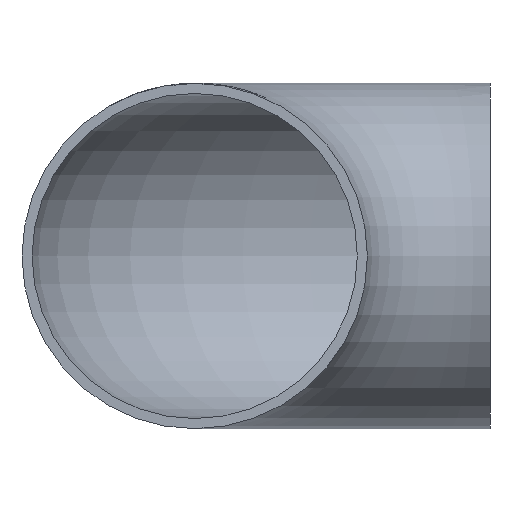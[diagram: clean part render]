
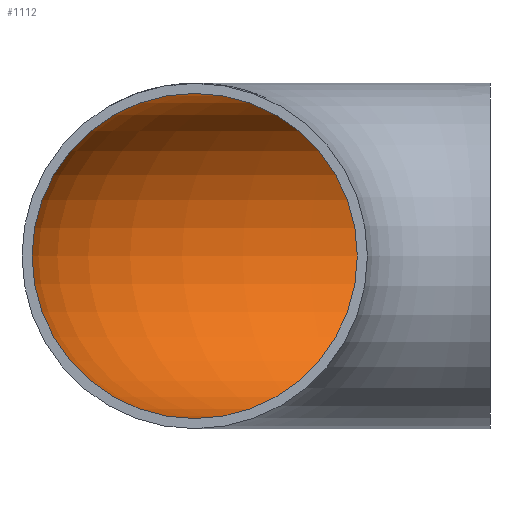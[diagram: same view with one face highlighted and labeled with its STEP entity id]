
A CAD part, front view. The second image highlights one B-rep face of the part: STEP entity #1112.
In plain terms, the highlighted toroidal (fillet/blend) face has major radius 76 mm and minor radius 41.85 mm.
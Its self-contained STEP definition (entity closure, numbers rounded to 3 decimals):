
#468 = VERTEX_POINT ( 'NONE', #9251 ) ;
#1112 = ADVANCED_FACE ( 'NONE', ( #9106, #15914 ), #17376, .F. ) ;
#1623 = ORIENTED_EDGE ( 'NONE', *, *, #1777, .F. ) ;
#1777 = EDGE_CURVE ( 'NONE', #468, #468, #18282, .T. ) ;
#2685 = AXIS2_PLACEMENT_3D ( 'NONE', #7133, #20248, #24156 ) ;
#2914 = EDGE_LOOP ( 'NONE', ( #15899 ) ) ;
#6046 = AXIS2_PLACEMENT_3D ( 'NONE', #24761, #26723, #26446 ) ;
#7133 = CARTESIAN_POINT ( 'NONE',  ( -76., 0., 0. ) ) ;
#9106 = FACE_OUTER_BOUND ( 'NONE', #2914, .T. ) ;
#9251 = CARTESIAN_POINT ( 'NONE',  ( -76., 0., 41.85 ) ) ;
#12900 = VERTEX_POINT ( 'NONE', #15247 ) ;
#15247 = CARTESIAN_POINT ( 'NONE',  ( 0., 117.85, 0. ) ) ;
#15507 = DIRECTION ( 'NONE',  ( 0., 0., -1. ) ) ;
#15899 = ORIENTED_EDGE ( 'NONE', *, *, #25667, .T. ) ;
#15914 = FACE_OUTER_BOUND ( 'NONE', #18058, .T. ) ;
#17376 = TOROIDAL_SURFACE ( 'NONE', #22693, 76., 41.85 ) ;
#18018 = DIRECTION ( 'NONE',  ( -1., 0., 0. ) ) ;
#18058 = EDGE_LOOP ( 'NONE', ( #1623 ) ) ;
#18079 = CIRCLE ( 'NONE', #6046, 41.85 ) ;
#18282 = CIRCLE ( 'NONE', #2685, 41.85 ) ;
#20248 = DIRECTION ( 'NONE',  ( 0., 1., 0. ) ) ;
#22693 = AXIS2_PLACEMENT_3D ( 'NONE', #26118, #15507, #18018 ) ;
#24156 = DIRECTION ( 'NONE',  ( 0., 0., 1. ) ) ;
#24761 = CARTESIAN_POINT ( 'NONE',  ( 0., 76., 0. ) ) ;
#25667 = EDGE_CURVE ( 'NONE', #12900, #12900, #18079, .T. ) ;
#26118 = CARTESIAN_POINT ( 'NONE',  ( 0., 0., 0. ) ) ;
#26446 = DIRECTION ( 'NONE',  ( 0., 1., 0. ) ) ;
#26723 = DIRECTION ( 'NONE',  ( 1., 0., 0. ) ) ;
